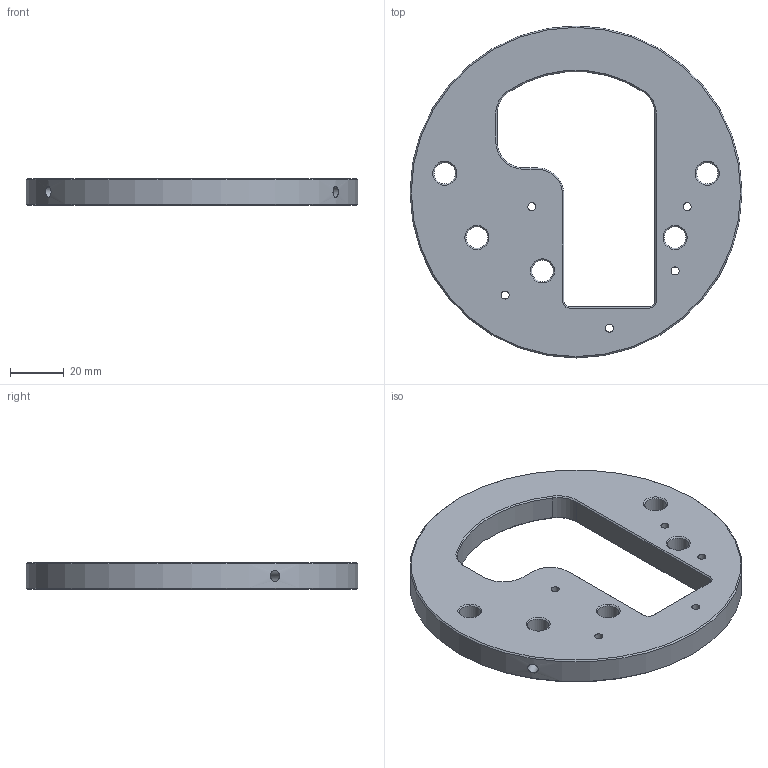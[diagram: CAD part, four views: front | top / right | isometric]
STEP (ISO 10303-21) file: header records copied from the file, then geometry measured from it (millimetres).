
FILE_DESCRIPTION(/* description */ (''),/* implementation_level */ '2;1');
FILE_NAME(/* name */ '3210 v1.step',/* time_stamp */ '2024-06-26T21:07:19+03:00',/* author */ (''),/* organization */ (''),/* preprocessor_version */ 'ST-DEVELOPER v20',/* originating_system */ 'Autodesk Translation Framework v13.14.0.145',/* authorisation */ '');
FILE_SCHEMA (('AUTOMOTIVE_DESIGN { 1 0 10303 214 3 1 1 }'));
Length unit declared in the file: millimetre
Products named in the file (2): 3210; Bileşen1
Assembly tree (1 placements, depth 2):
  3210
    Bileşen1
Bounding box: 124 x 124 x 10 mm (x, y, z)
Volume: 80513.8 mm3; surface area: 24506.9 mm2
Topology: 1 solids, 1 shells, 67 faces, 168 edges, 106 vertices
Faces by surface type: cone 26, cylinder 21, plane 20
Full cylindrical faces by diameter (mm): 3 x5, 4 x3, 8 x5, 124 x1
Entity records: 2206 total; most frequent: CARTESIAN_POINT 449, DIRECTION 376, ORIENTED_EDGE 336, EDGE_CURVE 168, AXIS2_PLACEMENT_3D 147, VERTEX_POINT 106, EDGE_LOOP 92, LINE 82
